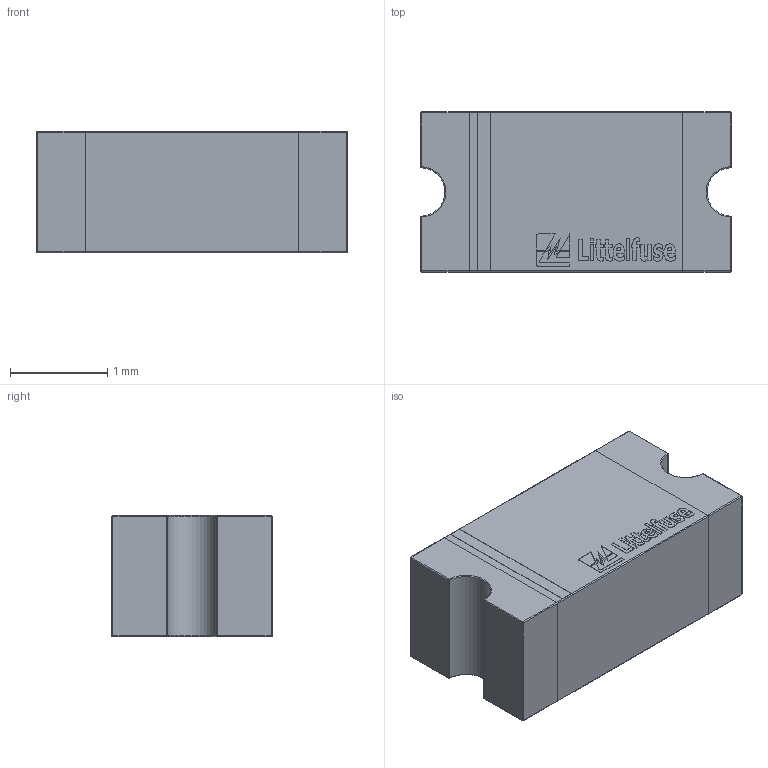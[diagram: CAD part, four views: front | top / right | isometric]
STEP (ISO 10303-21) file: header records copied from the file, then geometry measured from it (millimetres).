
FILE_DESCRIPTION(/* description */ (''),/* implementation_level */ '2;1');
FILE_NAME(/* name */ 'Littelfuse 1206L07516WR - Polymeric PTC Resettable Fuse 16V 750mA Ih Surface Mount 1206 (3216 Metric), Concave.stp',/* time_stamp */ '2020-02-06T19:45:56-04:00',/* author */ ('Ricardo'),/* organization */ (''),/* preprocessor_version */ 'ST-DEVELOPER v18',/* originating_system */ 'Autodesk Inventor 2020',/* authorisation */ '');
FILE_SCHEMA (('AUTOMOTIVE_DESIGN { 1 0 10303 214 3 1 1 }'));
Length unit declared in the file: millimetre
Products named in the file (4): Littelfuse 1812L020PR - Polymeric PTC Resettable Fuse 30V 200mA Ih Su
rface Mount 1812 (4532 Metric), Concave; terminals; body; logo
Assembly tree (3 placements, depth 2):
  Littelfuse 1812L020PR - Polymeric PTC Resettable Fuse 30V 200mA Ih Su
rface Mount 1812 (4532 Metric), Concave
    terminals
    body
    logo
Bounding box: 3.2 x 1.65 x 1.25 mm (x, y, z)
Volume: 6.4 mm3; surface area: 32 mm2
Topology: 16 solids, 16 shells, 272 faces, 672 edges, 432 vertices
Faces by surface type: plane 160, bspline 59, cylinder 33, sphere 16, torus 4
Entity records: 8397 total; most frequent: CARTESIAN_POINT 2118, ORIENTED_EDGE 1344, DIRECTION 1088, EDGE_CURVE 672, LINE 476, VECTOR 476, VERTEX_POINT 432, AXIS2_PLACEMENT_3D 306
